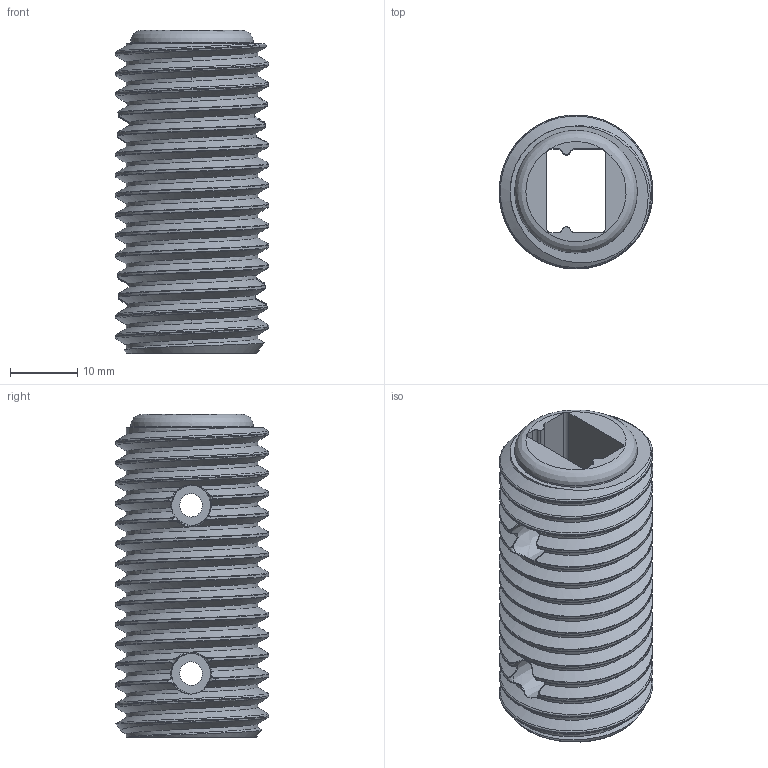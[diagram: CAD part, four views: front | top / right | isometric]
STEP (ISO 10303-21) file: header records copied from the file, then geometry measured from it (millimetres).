
FILE_DESCRIPTION(/* description */ ('','CAx-IF Rec.Pracs.---Representation and Presentation of Product Manufacturing Information (PMI)---4.0---2014-10-13'),/* implementation_level */ '2;1');
FILE_NAME(/* name */ 'OSSM - Actuator_End Effector - 24mm Thread_24mm Thread_step.stp',/* time_stamp */ '2025-01-21T13:25:06-05:00',/* author */ (''),/* organization */ (''),/* preprocessor_version */ 'ST-DEVELOPER v20',/* originating_system */ 'Autodesk Translation Framework v13.20.0.188',/* authorisation */ '');
FILE_SCHEMA (('AP242_MANAGED_MODEL_BASED_3D_ENGINEERING_MIM_LF { 1 0 10303 442 1 1 4 }'));
Length unit declared in the file: millimetre
Products named in the file (1): 24mm Thread
Bounding box: 22.81 x 22.81 x 48 mm (x, y, z)
Volume: 10873.8 mm3; surface area: 7563.5 mm2
Topology: 1 solids, 1 shells, 304 faces, 836 edges, 521 vertices
Faces by surface type: bspline 177, cylinder 72, plane 31, cone 22, torus 1, sphere 1
Full cylindrical faces by diameter (mm): 18.24 x1, 19.552 x9, 22.804 x9
Entity records: 26327 total; most frequent: CARTESIAN_POINT 19814, ORIENTED_EDGE 1646, DIRECTION 911, EDGE_CURVE 823, VERTEX_POINT 520, B_SPLINE_CURVE_WITH_KNOTS 416, AXIS2_PLACEMENT_3D 376, EDGE_LOOP 311
